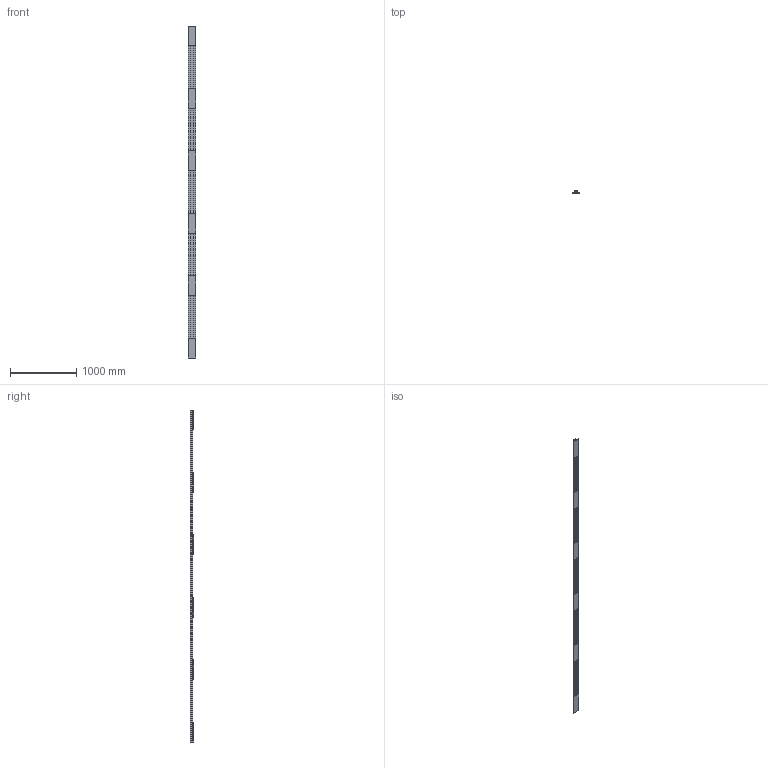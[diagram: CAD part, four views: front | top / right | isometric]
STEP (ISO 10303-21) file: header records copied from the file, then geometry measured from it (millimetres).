
FILE_DESCRIPTION (( 'STEP AP214' ), '1' );
FILE_NAME ('5900370 .STEP', '2026-04-16T08:30:54', ( '' ), ( '' ), 'SwSTEP 2.0', 'SolidWorks 2024', '' );
FILE_SCHEMA (( 'AUTOMOTIVE_DESIGN' ));
Length unit declared in the file: millimetre
Products named in the file (3): 250388_5000; 250513_300; 5900370 
Assembly tree (7 placements, depth 2):
  5900370 
    250388_5000
    250513_300  x6
Bounding box: 110 x 47 x 5000 mm (x, y, z)
Volume: 4352119.1 mm3; surface area: 3264173.9 mm2
Topology: 7 solids, 7 shells, 112 faces, 294 edges, 196 vertices
Faces by surface type: plane 92, cylinder 20
Entity records: 2794 total; most frequent: CARTESIAN_POINT 482, ORIENTED_EDGE 468, DIRECTION 458, EDGE_CURVE 234, LINE 194, VECTOR 194, VERTEX_POINT 156, AXIS2_PLACEMENT_3D 132
